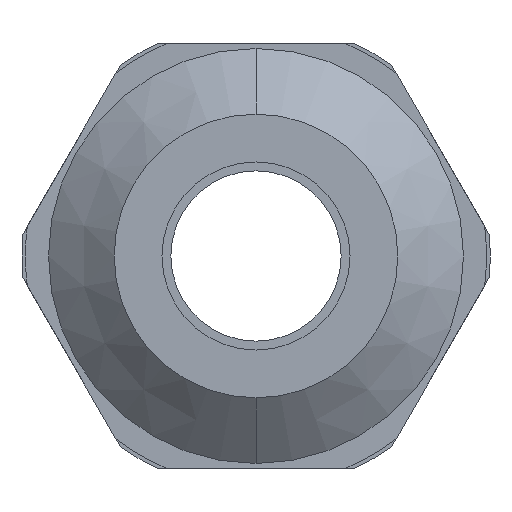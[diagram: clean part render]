
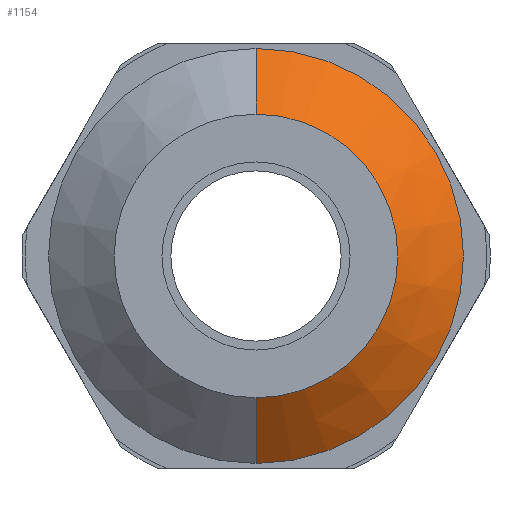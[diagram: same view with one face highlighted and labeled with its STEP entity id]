
A CAD part, front view. The second image highlights one B-rep face of the part: STEP entity #1154.
In plain terms, the highlighted conical face has half-angle 50.964 degrees and reference radius 5.85 mm.
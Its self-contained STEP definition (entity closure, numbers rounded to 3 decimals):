
#5 = VECTOR ( 'NONE', #4370, 1000. ) ;
#38 = CARTESIAN_POINT ( 'NONE',  ( 0., -6.9, 0. ) ) ;
#117 = CARTESIAN_POINT ( 'NONE',  ( 0., -5.4, 5.85 ) ) ;
#163 = CARTESIAN_POINT ( 'NONE',  ( 0., -5.4, -5.85 ) ) ;
#164 = DIRECTION ( 'NONE',  ( 0., 0., 1. ) ) ;
#223 = ORIENTED_EDGE ( 'NONE', *, *, #3681, .F. ) ;
#252 = VERTEX_POINT ( 'NONE', #117 ) ;
#376 = EDGE_LOOP ( 'NONE', ( #3865, #973, #223, #4595 ) ) ;
#383 = DIRECTION ( 'NONE',  ( 0., 0.63, 0.777 ) ) ;
#856 = EDGE_CURVE ( 'NONE', #1389, #4479, #2896, .T. ) ;
#925 = DIRECTION ( 'NONE',  ( 0., 1., 0. ) ) ;
#973 = ORIENTED_EDGE ( 'NONE', *, *, #4546, .T. ) ;
#1154 = ADVANCED_FACE ( 'NONE', ( #1183 ), #2605, .T. ) ;
#1183 = FACE_OUTER_BOUND ( 'NONE', #376, .T. ) ;
#1299 = DIRECTION ( 'NONE',  ( 0., 1., 0. ) ) ;
#1389 = VERTEX_POINT ( 'NONE', #2273 ) ;
#1443 = AXIS2_PLACEMENT_3D ( 'NONE', #4371, #925, #164 ) ;
#1869 = CARTESIAN_POINT ( 'NONE',  ( 0., -5.4, 5.85 ) ) ;
#2068 = EDGE_CURVE ( 'NONE', #1389, #252, #3442, .T. ) ;
#2273 = CARTESIAN_POINT ( 'NONE',  ( 0., -6.9, 4. ) ) ;
#2283 = DIRECTION ( 'NONE',  ( 0., 0., 1. ) ) ;
#2517 = AXIS2_PLACEMENT_3D ( 'NONE', #38, #4557, #2283 ) ;
#2605 = CONICAL_SURFACE ( 'NONE', #1443, 5.85, 0.889 ) ;
#2681 = LINE ( 'NONE', #163, #5 ) ;
#2881 = CARTESIAN_POINT ( 'NONE',  ( 0., -5.4, 0. ) ) ;
#2896 = CIRCLE ( 'NONE', #2517, 4. ) ;
#2946 = CARTESIAN_POINT ( 'NONE',  ( 0., -5.4, -5.85 ) ) ;
#3267 = DIRECTION ( 'NONE',  ( 0., 0., 1. ) ) ;
#3442 = LINE ( 'NONE', #1869, #3791 ) ;
#3681 = EDGE_CURVE ( 'NONE', #252, #4313, #4237, .T. ) ;
#3775 = CARTESIAN_POINT ( 'NONE',  ( 0., -6.9, -4. ) ) ;
#3791 = VECTOR ( 'NONE', #383, 1000. ) ;
#3865 = ORIENTED_EDGE ( 'NONE', *, *, #856, .T. ) ;
#4237 = CIRCLE ( 'NONE', #4927, 5.85 ) ;
#4313 = VERTEX_POINT ( 'NONE', #2946 ) ;
#4370 = DIRECTION ( 'NONE',  ( 0., 0.63, -0.777 ) ) ;
#4371 = CARTESIAN_POINT ( 'NONE',  ( 0., -5.4, 0. ) ) ;
#4479 = VERTEX_POINT ( 'NONE', #3775 ) ;
#4546 = EDGE_CURVE ( 'NONE', #4479, #4313, #2681, .T. ) ;
#4557 = DIRECTION ( 'NONE',  ( 0., 1., 0. ) ) ;
#4595 = ORIENTED_EDGE ( 'NONE', *, *, #2068, .F. ) ;
#4927 = AXIS2_PLACEMENT_3D ( 'NONE', #2881, #1299, #3267 ) ;
